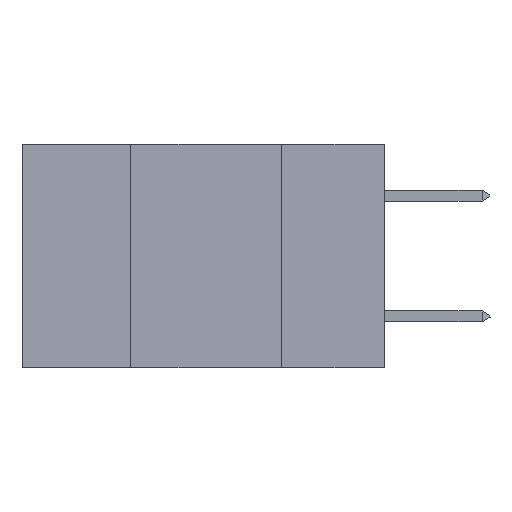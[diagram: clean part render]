
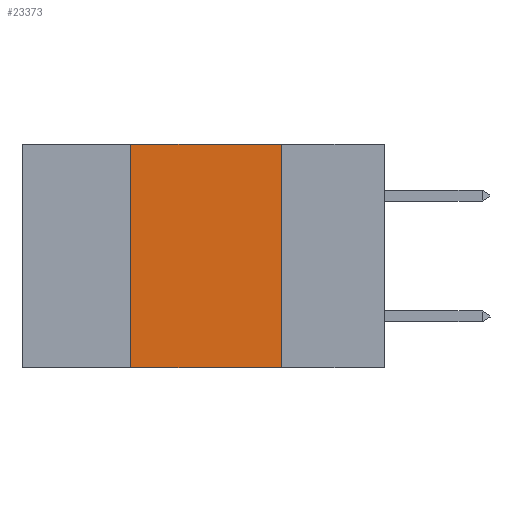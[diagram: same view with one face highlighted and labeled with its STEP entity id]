
A CAD part, left-side view. The second image highlights one B-rep face of the part: STEP entity #23373.
In plain terms, the highlighted planar face has unit normal (-1, 0, 0).
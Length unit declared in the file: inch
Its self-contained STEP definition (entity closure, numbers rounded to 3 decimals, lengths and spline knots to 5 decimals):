
#216 = EDGE_LOOP ( 'NONE', ( #21806, #12615, #19601, #4776 ) ) ;
#244 = VERTEX_POINT ( 'NONE', #6306 ) ;
#342 = AXIS2_PLACEMENT_3D ( 'NONE', #9231, #5826, #5703 ) ;
#1921 = CARTESIAN_POINT ( 'NONE',  ( 0., 0.6, 0. ) ) ;
#3540 = CARTESIAN_POINT ( 'NONE',  ( 0., 0.17, 0. ) ) ;
#4776 = ORIENTED_EDGE ( 'NONE', *, *, #13917, .T. ) ;
#5102 = CARTESIAN_POINT ( 'NONE',  ( 0., 0.6, -0.37 ) ) ;
#5222 = CARTESIAN_POINT ( 'NONE',  ( 0., 0.42, 0. ) ) ;
#5682 = DIRECTION ( 'NONE',  ( 0., -1., 0. ) ) ;
#5703 = DIRECTION ( 'NONE',  ( 0., 0., -1. ) ) ;
#5750 = VERTEX_POINT ( 'NONE', #17383 ) ;
#5826 = DIRECTION ( 'NONE',  ( 1., 0., 0. ) ) ;
#6306 = CARTESIAN_POINT ( 'NONE',  ( 0., 0.17, -0.37 ) ) ;
#6775 = CARTESIAN_POINT ( 'NONE',  ( 0., 0.42, -0.37 ) ) ;
#9002 = DIRECTION ( 'NONE',  ( 0., 0., -1. ) ) ;
#9049 = VECTOR ( 'NONE', #9002, 39.37008 ) ;
#9231 = CARTESIAN_POINT ( 'NONE',  ( 0., 0.6, 0. ) ) ;
#11478 = CARTESIAN_POINT ( 'NONE',  ( 0., 0.42, 0. ) ) ;
#11624 = LINE ( 'NONE', #1921, #20617 ) ;
#12615 = ORIENTED_EDGE ( 'NONE', *, *, #16046, .F. ) ;
#12638 = LINE ( 'NONE', #3540, #9049 ) ;
#13917 = EDGE_CURVE ( 'NONE', #21041, #244, #21885, .T. ) ;
#14427 = LINE ( 'NONE', #5222, #18704 ) ;
#15569 = EDGE_CURVE ( 'NONE', #5750, #244, #12638, .T. ) ;
#16046 = EDGE_CURVE ( 'NONE', #21153, #5750, #11624, .T. ) ;
#17161 = EDGE_CURVE ( 'NONE', #21041, #21153, #14427, .T. ) ;
#17383 = CARTESIAN_POINT ( 'NONE',  ( 0., 0.17, 0. ) ) ;
#18250 = DIRECTION ( 'NONE',  ( 0., 0., 1. ) ) ;
#18704 = VECTOR ( 'NONE', #18250, 39.37008 ) ;
#19601 = ORIENTED_EDGE ( 'NONE', *, *, #17161, .F. ) ;
#19707 = DIRECTION ( 'NONE',  ( 0., -1., 0. ) ) ;
#20617 = VECTOR ( 'NONE', #5682, 39.37008 ) ;
#21041 = VERTEX_POINT ( 'NONE', #6775 ) ;
#21153 = VERTEX_POINT ( 'NONE', #11478 ) ;
#21806 = ORIENTED_EDGE ( 'NONE', *, *, #15569, .F. ) ;
#21885 = LINE ( 'NONE', #5102, #23693 ) ;
#22280 = FACE_OUTER_BOUND ( 'NONE', #216, .T. ) ;
#22526 = PLANE ( 'NONE',  #342 ) ;
#23373 = ADVANCED_FACE ( 'NONE', ( #22280 ), #22526, .F. ) ;
#23693 = VECTOR ( 'NONE', #19707, 39.37008 ) ;
